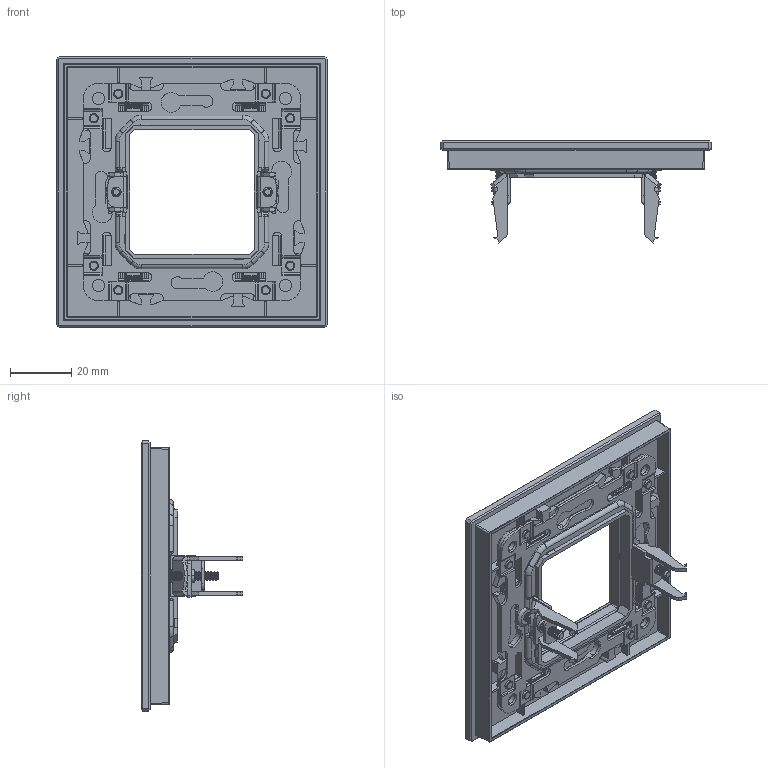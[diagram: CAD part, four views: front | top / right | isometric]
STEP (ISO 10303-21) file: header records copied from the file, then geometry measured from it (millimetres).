
FILE_DESCRIPTION (( 'STEP AP203' ), '1' );
FILE_NAME ('SK-M12 SKANDY Ðàìêà 1-ìåñò. SK-F ñòåêëî,ìåòàëë IEK.STEP', '2024-06-10T09:53:01', ( '' ), ( '' ), 'SwSTEP 2.0', 'SolidWorks 2022', '' );
FILE_SCHEMA (( 'CONFIG_CONTROL_DESIGN' ));
Products named in the file (1): SK-M12 SKANDY Рамка 1-мест. SK-F стекло,металл IEK
Bounding box: 88 x 33.21 x 88 mm (x, y, z)
Volume: 35037.8 mm3; surface area: 45068.4 mm2
Topology: 10 solids, 10 shells, 2428 faces, 6666 edges, 4235 vertices
Faces by surface type: plane 1095, cylinder 988, torus 190, cone 93, bspline 58, sphere 4
Entity records: 108797 total; most frequent: CARTESIAN_POINT 47540, ORIENTED_EDGE 13316, DIRECTION 12293, EDGE_CURVE 6658, VERTEX_POINT 4235, AXIS2_PLACEMENT_3D 4150, VECTOR 3993, LINE 3993
